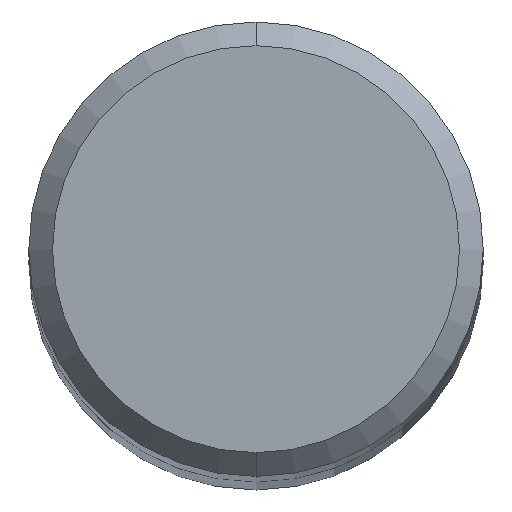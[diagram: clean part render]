
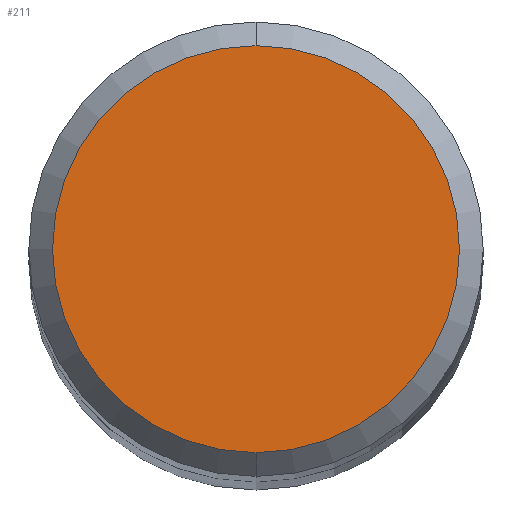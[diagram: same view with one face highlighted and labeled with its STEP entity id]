
A CAD part, top view. The second image highlights one B-rep face of the part: STEP entity #211.
In plain terms, the highlighted planar face has unit normal (0, 0, 1).
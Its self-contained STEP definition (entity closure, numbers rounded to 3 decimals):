
#185=EDGE_CURVE('',#327,#213,#448,.T.);
#211=ADVANCED_FACE('',(#478),#479,.T.);
#213=VERTEX_POINT('',#481);
#249=EDGE_CURVE('',#213,#327,#519,.T.);
#327=VERTEX_POINT('',#608);
#448=CIRCLE('',#754,5.15);
#478=FACE_OUTER_BOUND('',#831,.T.);
#479=PLANE('',#832);
#481=CARTESIAN_POINT('',(0.,-5.15,78.0));
#519=CIRCLE('',#898,5.15);
#608=CARTESIAN_POINT('',(0.0,5.15,78.0));
#754=AXIS2_PLACEMENT_3D('',#1331,#1332,#1333);
#831=EDGE_LOOP('',(#1368,#1369));
#832=AXIS2_PLACEMENT_3D('',#1370,#1371,#1372);
#898=AXIS2_PLACEMENT_3D('',#1408,#1409,#1410);
#1331=CARTESIAN_POINT('',(0.0,0.0,78.0));
#1332=DIRECTION('',(0.0,0.0,-1.0));
#1333=DIRECTION('',(0.0,1.0,0.0));
#1368=ORIENTED_EDGE('',*,*,#185,.F.);
#1369=ORIENTED_EDGE('',*,*,#249,.F.);
#1370=CARTESIAN_POINT('',(0.0,2.575,78.0));
#1371=DIRECTION('',(-0.0,0.0,1.0));
#1372=DIRECTION('',(0.0,-1.0,0.0));
#1408=CARTESIAN_POINT('',(0.0,0.0,78.0));
#1409=DIRECTION('',(0.0,0.0,-1.0));
#1410=DIRECTION('',(0.0,1.0,0.0));
